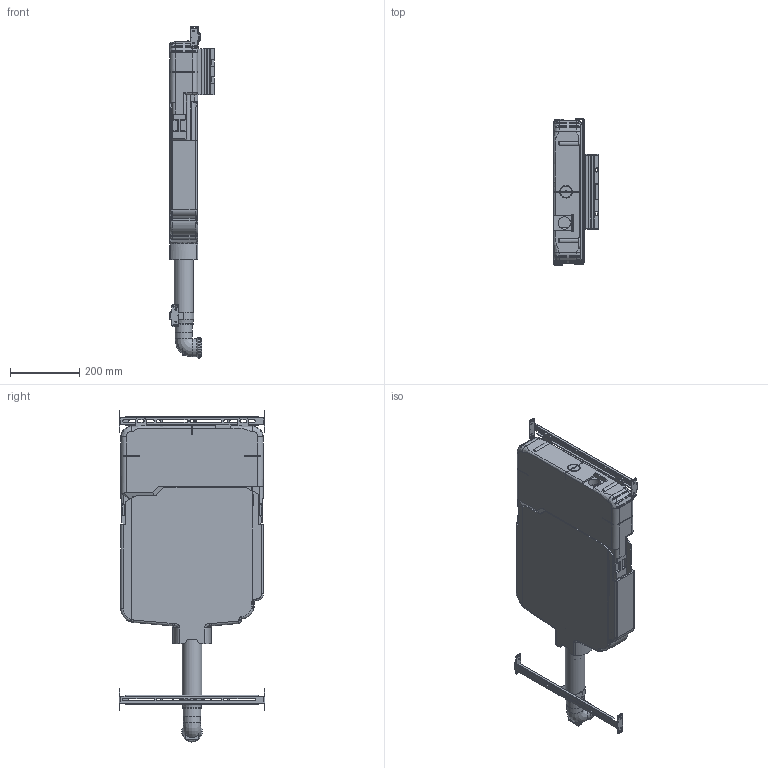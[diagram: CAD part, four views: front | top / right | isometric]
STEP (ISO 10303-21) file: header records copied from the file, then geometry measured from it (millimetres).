
FILE_DESCRIPTION(/* description */ (''),/* implementation_level */ '2;1');
FILE_NAME(/* name */ '109795.stp',/* time_stamp */ '2016-02-08T10:27:32+01:00',/* author */ ('seihe2'),/* organization */ (''),/* preprocessor_version */ 'ST-DEVELOPER v15.2',/* originating_system */ 'Autodesk Inventor 2014',/* authorisation */ '');
FILE_SCHEMA (('AUTOMOTIVE_DESIGN { 1 0 10303 214 3 1 1 }'));
Length unit declared in the file: millimetre
Products named in the file (1): 109795
Bounding box: 127.5 x 420 x 956.5 mm (x, y, z)
Volume: 16015179.5 mm3; surface area: 1826187.2 mm2
Topology: 12 solids, 12 shells, 1357 faces, 3623 edges, 2313 vertices
Faces by surface type: plane 789, cylinder 418, bspline 80, torus 54, cone 16
Full cylindrical faces by diameter (mm): 4.5 x14, 5.3 x2, 6 x2, 13.2 x2, 35.7 x1, 39 x1, 43 x1, 43.5 x1, 45.7 x1, 49 x1, 49.5 x1, 49.8 x1, 50 x1, 51.7 x1, 52 x1, 54.5 x1, 56 x2, 59 x1, 60 x1, 65 x3, 70 x2, 76 x1
Entity records: 49324 total; most frequent: CARTESIAN_POINT 14078, ORIENTED_EDGE 7112, DIRECTION 6841, EDGE_CURVE 3556, LINE 2349, VECTOR 2349, VERTEX_POINT 2308, AXIS2_PLACEMENT_3D 2246
